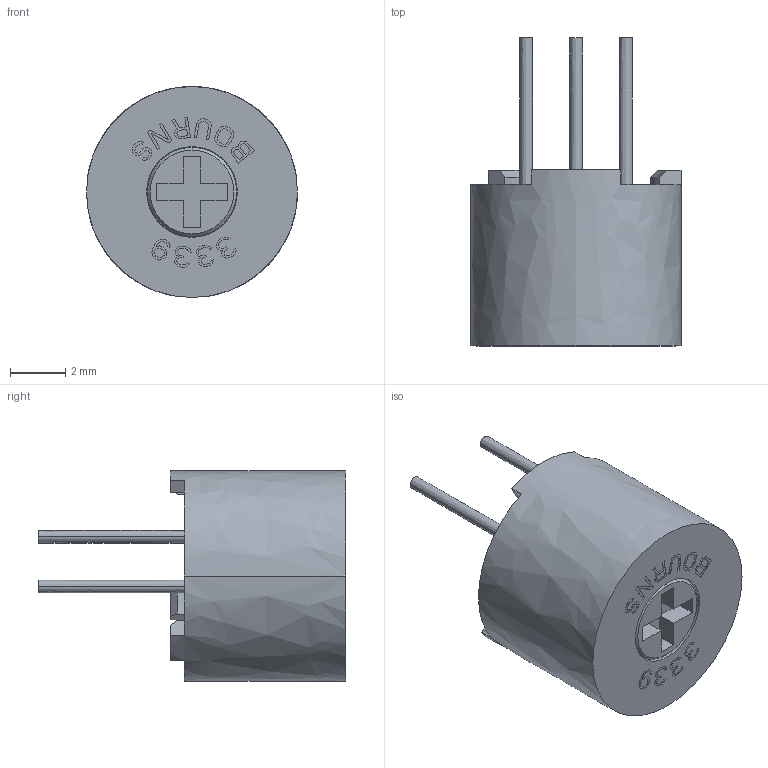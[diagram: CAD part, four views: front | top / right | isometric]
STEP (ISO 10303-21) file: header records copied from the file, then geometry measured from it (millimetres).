
FILE_DESCRIPTION((''),'2;1');
FILE_NAME('3339H_ASM','2012-02-28T',('minhn'),('Bourns, Inc.'),'PRO/ENGINEER BY PARAMETRIC TECHNOLOGY CORPORATION, 2001200','PRO/ENGINEER BY PARAMETRIC TECHNOLOGY CORPORATION, 2001200','');
FILE_SCHEMA(('AUTOMOTIVE_DESIGN_CC2 { 1 2 10303 214 -1 1 5 2 }'));
Length unit declared in the file: inch
Products named in the file (2): M3339_COVERMOLDED1; 3339H_ASM
Assembly tree (1 placements, depth 2):
  3339H_ASM
    M3339_COVERMOLDED1
Bounding box: 7.62 x 11.13 x 7.62 mm (x, y, z)
Volume: 258.4 mm3; surface area: 302.3 mm2
Topology: 1 solids, 1 shells, 505 faces, 1441 edges, 960 vertices
Faces by surface type: bspline 505
Entity records: 21180 total; most frequent: CARTESIAN_POINT 4982, ORIENTED_EDGE 2882, DIRECTION 1494, PRESENTATION_STYLE_ASSIGNMENT 1452, STYLED_ITEM 1442, CURVE_STYLE 1441, EDGE_CURVE 1441, VECTOR 1382
